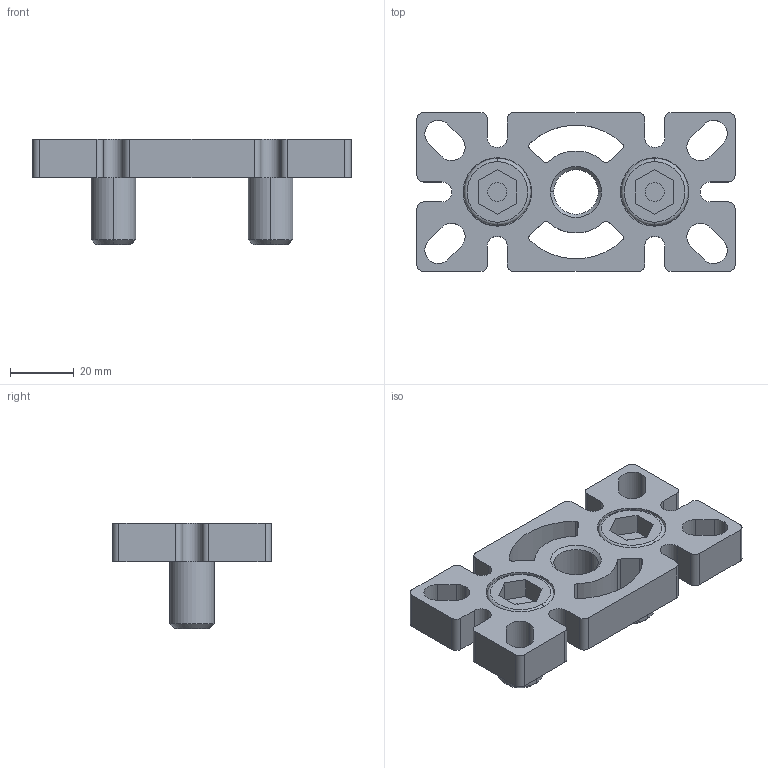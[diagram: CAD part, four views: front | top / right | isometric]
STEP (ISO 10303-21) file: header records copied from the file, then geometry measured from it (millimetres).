
FILE_DESCRIPTION (( 'STEP AP214' ), '1' );
FILE_NAME ('A338 Àäàïòåð 50õ100 (ñòàëü îö.) äëÿ îïîðû Ì16.STEP', '2019-05-24T11:10:06', ( 'Windows User' ), ( '' ), 'SwSTEP 2.0', 'SolidWorks 2018', '' );
FILE_SCHEMA (( 'AUTOMOTIVE_DESIGN' ));
Length unit declared in the file: millimetre
Products named in the file (3): A338 Àäàïòåð 50õ100 (ñòàëü îö.) äëÿ îïîðû Ì16_00; A338 Àäàïòåð 50õ100 (ñòàëü îö.) äëÿ îïîðû Ì16; A338 Àäàïòåð 50õ100 (ñòàëü îö.) äëÿ îïîðû Ì16,Âèíò(1)_M14x25
Assembly tree (3 placements, depth 2):
  A338 Àäàïòåð 50õ100 (ñòàëü îö.) äëÿ îïîðû Ì16
    A338 Àäàïòåð 50õ100 (ñòàëü îö.) äëÿ îïîðû Ì16_00
    A338 Àäàïòåð 50õ100 (ñòàëü îö.) äëÿ îïîðû Ì16,Âèíò(1)_M14x25  x2
Bounding box: 99.9 x 49.9 x 33 mm (x, y, z)
Volume: 46873.8 mm3; surface area: 21706.5 mm2
Topology: 3 solids, 3 shells, 147 faces, 383 edges, 250 vertices
Faces by surface type: cylinder 71, plane 60, cone 8, torus 8
Entity records: 4141 total; most frequent: DIRECTION 739, CARTESIAN_POINT 685, ORIENTED_EDGE 670, EDGE_CURVE 335, AXIS2_PLACEMENT_3D 274, VERTEX_POINT 220, LINE 191, VECTOR 191
